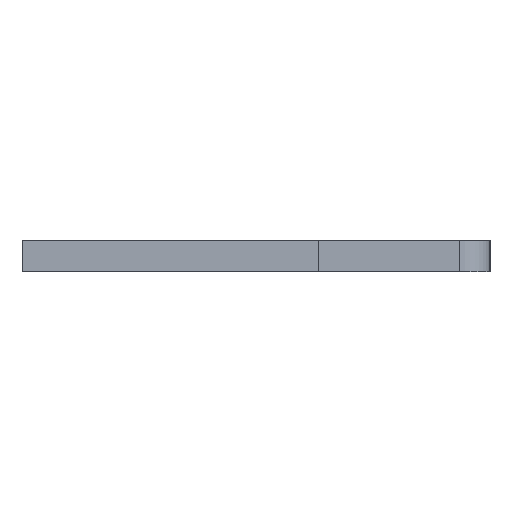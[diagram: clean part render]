
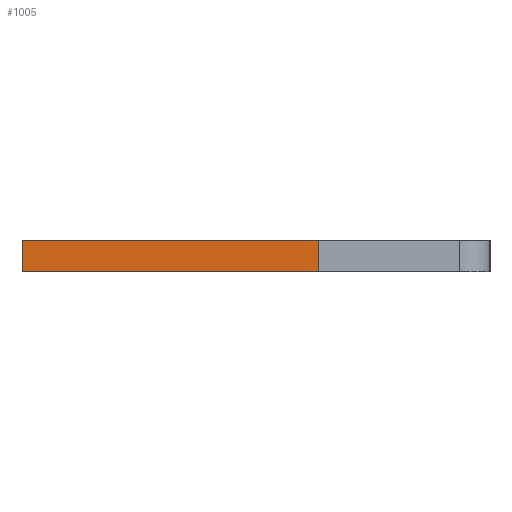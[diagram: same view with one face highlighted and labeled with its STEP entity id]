
A CAD part, left-side view. The second image highlights one B-rep face of the part: STEP entity #1005.
In plain terms, the highlighted face is planar.
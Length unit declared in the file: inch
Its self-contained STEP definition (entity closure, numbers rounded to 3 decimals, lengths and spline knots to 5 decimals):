
#63 = ORIENTED_EDGE ( 'NONE', *, *, #1739, .T. ) ;
#75 = CARTESIAN_POINT ( 'NONE',  ( 0.01, -0.04, -0.04 ) ) ;
#158 = DIRECTION ( 'NONE',  ( 0., 0., 1. ) ) ;
#170 = FACE_OUTER_BOUND ( 'NONE', #1303, .T. ) ;
#235 = CARTESIAN_POINT ( 'NONE',  ( 0.01, 0.15, -0.04 ) ) ;
#261 = EDGE_CURVE ( 'NONE', #1276, #372, #2079, .T. ) ;
#296 = DIRECTION ( 'NONE',  ( 0., 1., 0. ) ) ;
#372 = VERTEX_POINT ( 'NONE', #986 ) ;
#410 = EDGE_CURVE ( 'NONE', #1284, #1437, #450, .T. ) ;
#422 = CARTESIAN_POINT ( 'NONE',  ( 0.01, 0.15, -0.04 ) ) ;
#450 = LINE ( 'NONE', #1516, #1031 ) ;
#475 = ORIENTED_EDGE ( 'NONE', *, *, #1519, .F. ) ;
#476 = VECTOR ( 'NONE', #1498, 39.37008 ) ;
#501 = VECTOR ( 'NONE', #1158, 39.37008 ) ;
#672 = CARTESIAN_POINT ( 'NONE',  ( 0.01, 0.15, -0.04 ) ) ;
#977 = CARTESIAN_POINT ( 'NONE',  ( -0.01, 0.15, -0.04 ) ) ;
#986 = CARTESIAN_POINT ( 'NONE',  ( -0.01, 0.15, -0.04 ) ) ;
#1005 = ADVANCED_FACE ( 'NONE', ( #170 ), #1780, .F. ) ;
#1031 = VECTOR ( 'NONE', #296, 39.37008 ) ;
#1158 = DIRECTION ( 'NONE',  ( 0., 1., 0. ) ) ;
#1276 = VERTEX_POINT ( 'NONE', #1828 ) ;
#1284 = VERTEX_POINT ( 'NONE', #2004 ) ;
#1303 = EDGE_LOOP ( 'NONE', ( #1696, #475, #1557, #63 ) ) ;
#1419 = LINE ( 'NONE', #75, #476 ) ;
#1437 = VERTEX_POINT ( 'NONE', #235 ) ;
#1498 = DIRECTION ( 'NONE',  ( -1., 0., 0. ) ) ;
#1516 = CARTESIAN_POINT ( 'NONE',  ( 0.01, 0.15, -0.04 ) ) ;
#1519 = EDGE_CURVE ( 'NONE', #1437, #372, #1730, .T. ) ;
#1557 = ORIENTED_EDGE ( 'NONE', *, *, #410, .F. ) ;
#1683 = DIRECTION ( 'NONE',  ( -1., 0., 0. ) ) ;
#1696 = ORIENTED_EDGE ( 'NONE', *, *, #261, .T. ) ;
#1730 = LINE ( 'NONE', #422, #1933 ) ;
#1739 = EDGE_CURVE ( 'NONE', #1284, #1276, #1419, .T. ) ;
#1780 = PLANE ( 'NONE',  #1798 ) ;
#1798 = AXIS2_PLACEMENT_3D ( 'NONE', #672, #158, #1945 ) ;
#1828 = CARTESIAN_POINT ( 'NONE',  ( -0.01, -0.04, -0.04 ) ) ;
#1933 = VECTOR ( 'NONE', #1683, 39.37008 ) ;
#1945 = DIRECTION ( 'NONE',  ( 1., 0., 0. ) ) ;
#2004 = CARTESIAN_POINT ( 'NONE',  ( 0.01, -0.04, -0.04 ) ) ;
#2079 = LINE ( 'NONE', #977, #501 ) ;
